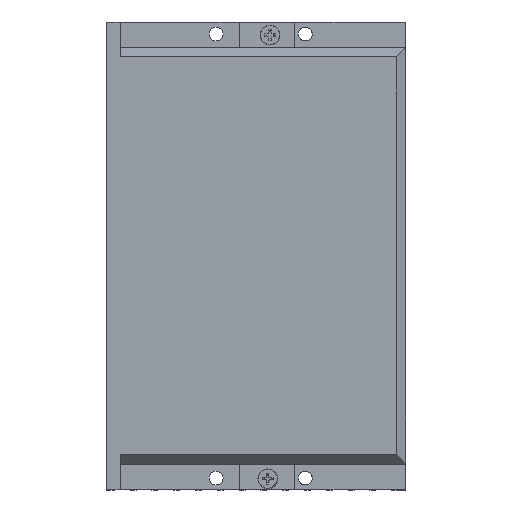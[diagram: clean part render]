
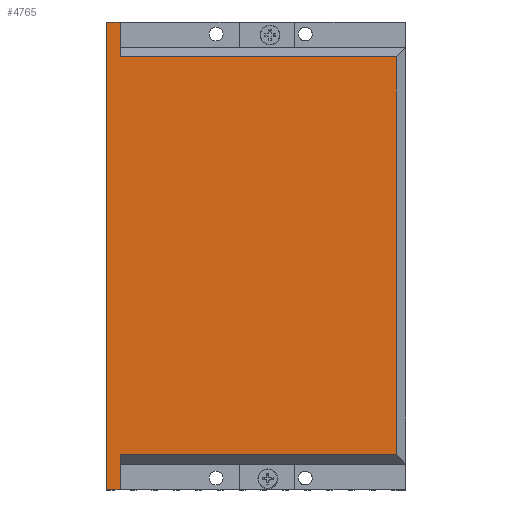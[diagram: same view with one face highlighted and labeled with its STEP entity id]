
A CAD part, top view. The second image highlights one B-rep face of the part: STEP entity #4765.
In plain terms, the highlighted planar face has unit normal (0, 0, 1).
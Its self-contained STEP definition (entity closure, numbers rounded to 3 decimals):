
#50 = VECTOR ( 'NONE', #4870, 1000. ) ;
#92 = ORIENTED_EDGE ( 'NONE', *, *, #4344, .T. ) ;
#217 = CARTESIAN_POINT ( 'NONE',  ( -3.5, 118., 34. ) ) ;
#456 = ORIENTED_EDGE ( 'NONE', *, *, #3129, .F. ) ;
#489 = VERTEX_POINT ( 'NONE', #654 ) ;
#503 = DIRECTION ( 'NONE',  ( 0., 0., 1. ) ) ;
#516 = EDGE_CURVE ( 'NONE', #4024, #5213, #1348, .T. ) ;
#654 = CARTESIAN_POINT ( 'NONE',  ( 0., 0., 34. ) ) ;
#696 = DIRECTION ( 'NONE',  ( -1., 0., 0. ) ) ;
#755 = DIRECTION ( 'NONE',  ( 0., 1., 0. ) ) ;
#821 = DIRECTION ( 'NONE',  ( 1., 0., 0. ) ) ;
#849 = PLANE ( 'NONE',  #2433 ) ;
#861 = ORIENTED_EDGE ( 'NONE', *, *, #516, .F. ) ;
#863 = ORIENTED_EDGE ( 'NONE', *, *, #2839, .F. ) ;
#972 = LINE ( 'NONE', #2585, #1430 ) ;
#1302 = CARTESIAN_POINT ( 'NONE',  ( 0., 118., 34. ) ) ;
#1334 = VERTEX_POINT ( 'NONE', #217 ) ;
#1348 = LINE ( 'NONE', #2394, #2695 ) ;
#1364 = CARTESIAN_POINT ( 'NONE',  ( 0., 109.191, 34. ) ) ;
#1420 = VECTOR ( 'NONE', #2922, 1000. ) ;
#1430 = VECTOR ( 'NONE', #2084, 1000. ) ;
#1493 = CARTESIAN_POINT ( 'NONE',  ( 69.691, 111.5, 34. ) ) ;
#1503 = CARTESIAN_POINT ( 'NONE',  ( 69.691, 8.809, 34. ) ) ;
#1844 = VECTOR ( 'NONE', #3182, 1000. ) ;
#1909 = CARTESIAN_POINT ( 'NONE',  ( 72., 8.809, 34. ) ) ;
#1915 = LINE ( 'NONE', #1493, #3057 ) ;
#1938 = ORIENTED_EDGE ( 'NONE', *, *, #2774, .T. ) ;
#1962 = CARTESIAN_POINT ( 'NONE',  ( 0., 0., 34. ) ) ;
#1970 = DIRECTION ( 'NONE',  ( 0., -1., 0. ) ) ;
#1988 = LINE ( 'NONE', #1962, #2674 ) ;
#2084 = DIRECTION ( 'NONE',  ( 0., -1., 0. ) ) ;
#2320 = LINE ( 'NONE', #3933, #4741 ) ;
#2336 = VERTEX_POINT ( 'NONE', #2398 ) ;
#2394 = CARTESIAN_POINT ( 'NONE',  ( 0., 118., 34. ) ) ;
#2398 = CARTESIAN_POINT ( 'NONE',  ( -3.5, 0., 34. ) ) ;
#2433 = AXIS2_PLACEMENT_3D ( 'NONE', #1302, #503, #821 ) ;
#2585 = CARTESIAN_POINT ( 'NONE',  ( -3.5, 118., 34. ) ) ;
#2674 = VECTOR ( 'NONE', #696, 1000. ) ;
#2695 = VECTOR ( 'NONE', #1970, 1000. ) ;
#2774 = EDGE_CURVE ( 'NONE', #3467, #3403, #1915, .T. ) ;
#2839 = EDGE_CURVE ( 'NONE', #4424, #489, #2899, .T. ) ;
#2899 = LINE ( 'NONE', #3667, #50 ) ;
#2922 = DIRECTION ( 'NONE',  ( -1., 0., 0. ) ) ;
#3057 = VECTOR ( 'NONE', #755, 1000. ) ;
#3129 = EDGE_CURVE ( 'NONE', #489, #2336, #1988, .T. ) ;
#3182 = DIRECTION ( 'NONE',  ( 1., 0., 0. ) ) ;
#3215 = ORIENTED_EDGE ( 'NONE', *, *, #3715, .T. ) ;
#3287 = FACE_OUTER_BOUND ( 'NONE', #4868, .T. ) ;
#3390 = CARTESIAN_POINT ( 'NONE',  ( 0., 118., 34. ) ) ;
#3403 = VERTEX_POINT ( 'NONE', #4644 ) ;
#3467 = VERTEX_POINT ( 'NONE', #1503 ) ;
#3667 = CARTESIAN_POINT ( 'NONE',  ( 0., 118., 34. ) ) ;
#3715 = EDGE_CURVE ( 'NONE', #1334, #2336, #972, .T. ) ;
#3852 = ORIENTED_EDGE ( 'NONE', *, *, #5068, .T. ) ;
#3933 = CARTESIAN_POINT ( 'NONE',  ( 0., 118., 34. ) ) ;
#4024 = VERTEX_POINT ( 'NONE', #3390 ) ;
#4334 = LINE ( 'NONE', #1909, #1844 ) ;
#4344 = EDGE_CURVE ( 'NONE', #3403, #5213, #4977, .T. ) ;
#4404 = DIRECTION ( 'NONE',  ( -1., 0., 0. ) ) ;
#4424 = VERTEX_POINT ( 'NONE', #4571 ) ;
#4556 = CARTESIAN_POINT ( 'NONE',  ( 0., 109.191, 34. ) ) ;
#4571 = CARTESIAN_POINT ( 'NONE',  ( 0., 8.809, 34. ) ) ;
#4603 = EDGE_CURVE ( 'NONE', #4424, #3467, #4334, .T. ) ;
#4644 = CARTESIAN_POINT ( 'NONE',  ( 69.691, 109.191, 34. ) ) ;
#4741 = VECTOR ( 'NONE', #4404, 1000. ) ;
#4765 = ADVANCED_FACE ( 'NONE', ( #3287 ), #849, .T. ) ;
#4868 = EDGE_LOOP ( 'NONE', ( #92, #861, #3852, #3215, #456, #863, #5154, #1938 ) ) ;
#4870 = DIRECTION ( 'NONE',  ( 0., -1., 0. ) ) ;
#4977 = LINE ( 'NONE', #1364, #1420 ) ;
#5068 = EDGE_CURVE ( 'NONE', #4024, #1334, #2320, .T. ) ;
#5154 = ORIENTED_EDGE ( 'NONE', *, *, #4603, .T. ) ;
#5213 = VERTEX_POINT ( 'NONE', #4556 ) ;
